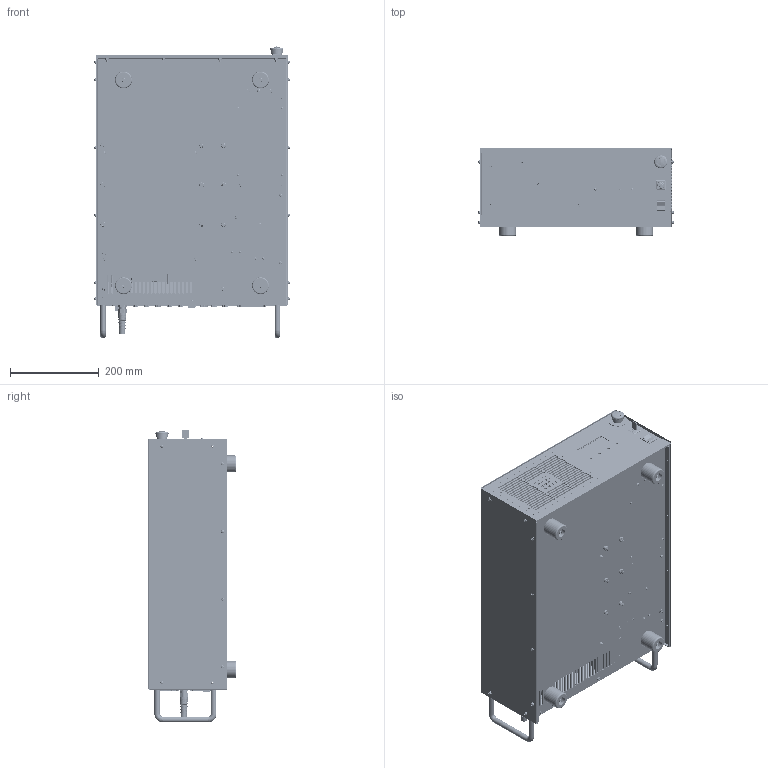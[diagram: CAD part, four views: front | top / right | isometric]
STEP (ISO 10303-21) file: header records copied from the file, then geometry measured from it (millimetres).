
FILE_DESCRIPTION (( 'STEP AP214' ), '1' );
FILE_NAME ('IPG_Chassis.STEP', '2014-03-26T19:43:41', ( 'USER-PC' ), ( '' ), 'SwSTEP 2.0', 'SolidWorks 2014', '' );
FILE_SCHEMA (( 'AUTOMOTIVE_DESIGN' ));
Length unit declared in the file: inch
Products named in the file (1): IPG_Chassis
Bounding box: 440.18 x 198.75 x 659.48 mm (x, y, z)
Surface area: 2018239.4 mm2 (no closed solid volume)
Topology: 0 solids, 1480 shells, 5417 faces, 27033 edges, 22468 vertices
Faces by surface type: plane 2733, cylinder 1554, cone 701, bspline 199, torus 129, sphere 101
Entity records: 395132 total; most frequent: CARTESIAN_POINT 115876, DIRECTION 42207, ORIENTED_EDGE 34191, EDGE_CURVE 26987, VERTEX_POINT 22465, VECTOR 15497, LINE 15497, AXIS2_PLACEMENT_3D 13355
